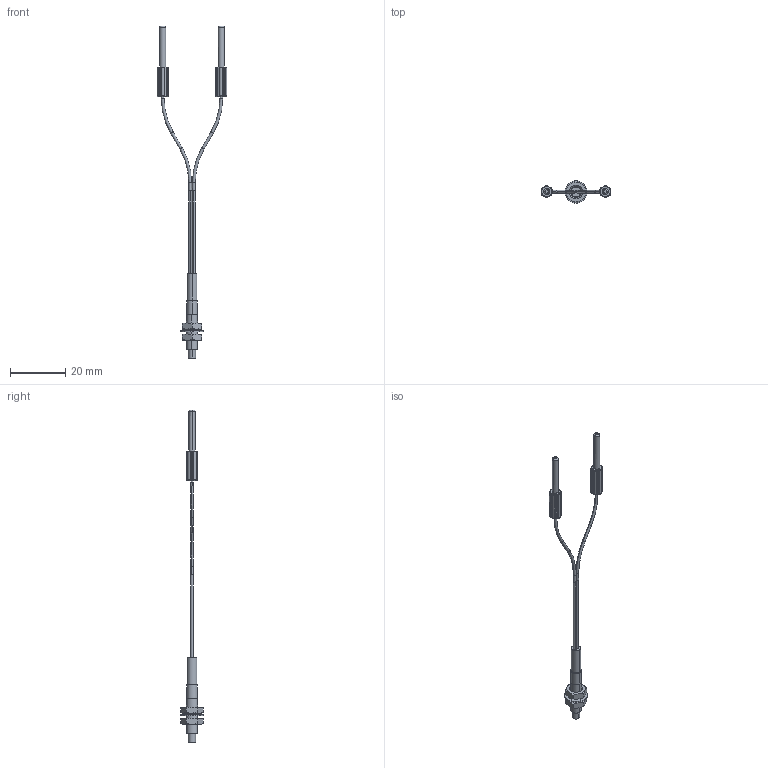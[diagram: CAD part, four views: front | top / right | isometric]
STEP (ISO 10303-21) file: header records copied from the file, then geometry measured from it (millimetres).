
FILE_DESCRIPTION((''),'2;1');
FILE_NAME('CAD2381','2016-08-23T',('cmozuch'),(''),'PRO/ENGINEER BY PARAMETRIC TECHNOLOGY CORPORATION, 2015440','PRO/ENGINEER BY PARAMETRIC TECHNOLOGY CORPORATION, 2015440','');
FILE_SCHEMA(('CONFIG_CONTROL_DESIGN'));
Length unit declared in the file: millimetre
Products named in the file (1): CAD2381
Bounding box: 25.31 x 8.3 x 120.62 mm (x, y, z)
Volume: 968.6 mm3; surface area: 1630.3 mm2
Topology: 2 solids, 2 shells, 388 faces, 960 edges, 590 vertices
Faces by surface type: cylinder 162, bspline 96, plane 58, torus 38, cone 34
Entity records: 22080 total; most frequent: CARTESIAN_POINT 10836, ORIENTED_EDGE 1920, DIRECTION 1596, EDGE_CURVE 960, AXIS2_PLACEMENT_3D 664, VERTEX_POINT 590, EDGE_LOOP 404, FACE_OUTER_BOUND 388
